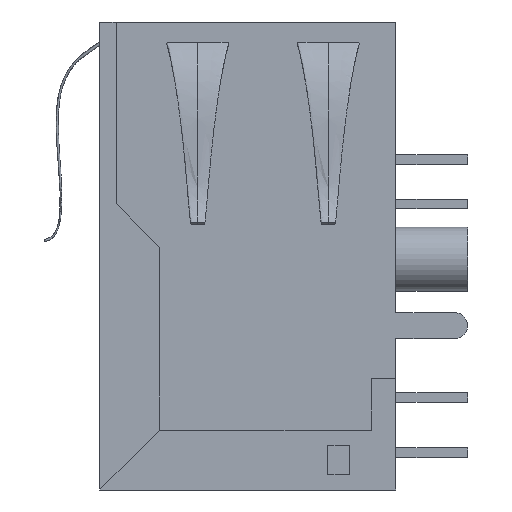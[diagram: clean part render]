
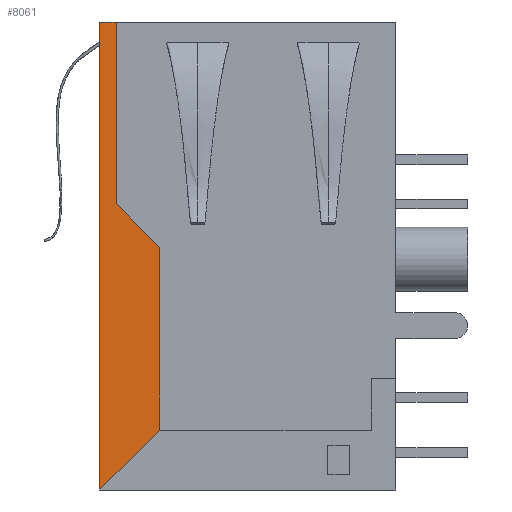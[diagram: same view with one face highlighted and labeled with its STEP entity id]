
A CAD part, left-side view. The second image highlights one B-rep face of the part: STEP entity #8061.
In plain terms, the highlighted planar face has unit normal (-1, 0, 0).
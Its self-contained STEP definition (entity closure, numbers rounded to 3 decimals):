
#170 = CARTESIAN_POINT ( 'NONE',  ( -8., 4.05, 0.397 ) ) ;
#366 = CARTESIAN_POINT ( 'NONE',  ( -8., -0.149, -3.801 ) ) ;
#874 = CARTESIAN_POINT ( 'NONE',  ( -8., 6.8, 10.75 ) ) ;
#1325 = FACE_OUTER_BOUND ( 'NONE', #13226, .T. ) ;
#1519 = EDGE_CURVE ( 'NONE', #10281, #15455, #1798, .T. ) ;
#1798 = LINE ( 'NONE', #366, #4330 ) ;
#2629 = ORIENTED_EDGE ( 'NONE', *, *, #22442, .F. ) ;
#3028 = VECTOR ( 'NONE', #15449, 1000. ) ;
#3572 = ORIENTED_EDGE ( 'NONE', *, *, #22213, .F. ) ;
#4330 = VECTOR ( 'NONE', #20066, 1000. ) ;
#4668 = DIRECTION ( 'NONE',  ( 0., -1., 0. ) ) ;
#5004 = VECTOR ( 'NONE', #4668, 1000. ) ;
#5499 = CARTESIAN_POINT ( 'NONE',  ( -8., 6.05, 10.75 ) ) ;
#6240 = CARTESIAN_POINT ( 'NONE',  ( -8., 6.8, -10.75 ) ) ;
#6468 = EDGE_CURVE ( 'NONE', #9385, #10281, #17677, .T. ) ;
#8043 = DIRECTION ( 'NONE',  ( 0., 0., 1. ) ) ;
#8061 = ADVANCED_FACE ( 'NONE', ( #1325 ), #16959, .T. ) ;
#8171 = EDGE_CURVE ( 'NONE', #22179, #9385, #10340, .T. ) ;
#8273 = CARTESIAN_POINT ( 'NONE',  ( -8., 6.8, 10.75 ) ) ;
#8610 = AXIS2_PLACEMENT_3D ( 'NONE', #6240, #18756, #8043 ) ;
#9385 = VERTEX_POINT ( 'NONE', #5499 ) ;
#9790 = LINE ( 'NONE', #13636, #3028 ) ;
#9978 = LINE ( 'NONE', #11236, #18897 ) ;
#10281 = VERTEX_POINT ( 'NONE', #19456 ) ;
#10340 = LINE ( 'NONE', #8273, #5004 ) ;
#10420 = ORIENTED_EDGE ( 'NONE', *, *, #8171, .F. ) ;
#10709 = VERTEX_POINT ( 'NONE', #12243 ) ;
#10712 = CARTESIAN_POINT ( 'NONE',  ( -8., 6.8, -10.75 ) ) ;
#11236 = CARTESIAN_POINT ( 'NONE',  ( -8., 6.8, -10.75 ) ) ;
#11570 = ORIENTED_EDGE ( 'NONE', *, *, #19518, .F. ) ;
#11944 = DIRECTION ( 'NONE',  ( 0., 0., -1. ) ) ;
#12243 = CARTESIAN_POINT ( 'NONE',  ( -8., 4.05, -8. ) ) ;
#12428 = DIRECTION ( 'NONE',  ( 0., 0.707, -0.707 ) ) ;
#12931 = DIRECTION ( 'NONE',  ( 0., 0., 1. ) ) ;
#13226 = EDGE_LOOP ( 'NONE', ( #2629, #3572, #20455, #17532, #10420, #11570 ) ) ;
#13636 = CARTESIAN_POINT ( 'NONE',  ( -8., 4.05, -10.75 ) ) ;
#14246 = LINE ( 'NONE', #10712, #18426 ) ;
#15449 = DIRECTION ( 'NONE',  ( 0., 0., -1. ) ) ;
#15455 = VERTEX_POINT ( 'NONE', #170 ) ;
#16959 = PLANE ( 'NONE',  #8610 ) ;
#17302 = CARTESIAN_POINT ( 'NONE',  ( -8., 6.8, -10.75 ) ) ;
#17532 = ORIENTED_EDGE ( 'NONE', *, *, #6468, .F. ) ;
#17677 = LINE ( 'NONE', #19033, #22411 ) ;
#18426 = VECTOR ( 'NONE', #12428, 1000. ) ;
#18756 = DIRECTION ( 'NONE',  ( -1., 0., 0. ) ) ;
#18897 = VECTOR ( 'NONE', #12931, 1000. ) ;
#19033 = CARTESIAN_POINT ( 'NONE',  ( -8., 6.05, -10.75 ) ) ;
#19456 = CARTESIAN_POINT ( 'NONE',  ( -8., 6.05, 2.397 ) ) ;
#19518 = EDGE_CURVE ( 'NONE', #22280, #22179, #9978, .T. ) ;
#20066 = DIRECTION ( 'NONE',  ( 0., -0.707, -0.707 ) ) ;
#20455 = ORIENTED_EDGE ( 'NONE', *, *, #1519, .F. ) ;
#22179 = VERTEX_POINT ( 'NONE', #874 ) ;
#22213 = EDGE_CURVE ( 'NONE', #15455, #10709, #9790, .T. ) ;
#22280 = VERTEX_POINT ( 'NONE', #17302 ) ;
#22411 = VECTOR ( 'NONE', #11944, 1000. ) ;
#22442 = EDGE_CURVE ( 'NONE', #10709, #22280, #14246, .T. ) ;
